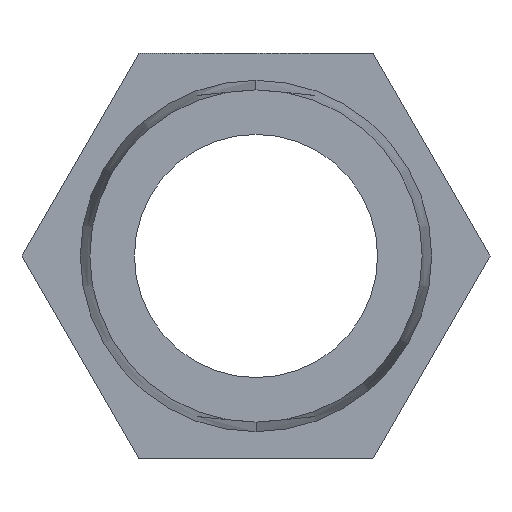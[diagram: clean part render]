
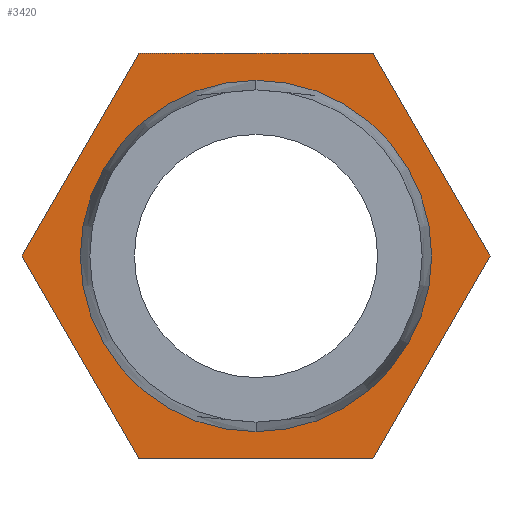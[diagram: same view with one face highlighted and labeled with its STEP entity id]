
A CAD part, left-side view. The second image highlights one B-rep face of the part: STEP entity #3420.
In plain terms, the highlighted planar face has unit normal (-1, 0, 0).
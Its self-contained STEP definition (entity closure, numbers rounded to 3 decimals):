
#15 = LINE ( 'NONE', #1707, #4190 ) ;
#142 = EDGE_LOOP ( 'NONE', ( #1246, #1173, #170, #752, #4397, #5158 ) ) ;
#170 = ORIENTED_EDGE ( 'NONE', *, *, #187, .F. ) ;
#186 = DIRECTION ( 'NONE',  ( 0., 1., 0. ) ) ;
#187 = EDGE_CURVE ( 'NONE', #4388, #753, #3551, .T. ) ;
#204 = VECTOR ( 'NONE', #3463, 1000. ) ;
#301 = PLANE ( 'NONE',  #5063 ) ;
#348 = VERTEX_POINT ( 'NONE', #5187 ) ;
#433 = DIRECTION ( 'NONE',  ( -1., 0., 0. ) ) ;
#496 = VERTEX_POINT ( 'NONE', #4325 ) ;
#517 = EDGE_LOOP ( 'NONE', ( #4714, #2741 ) ) ;
#544 = VERTEX_POINT ( 'NONE', #3671 ) ;
#752 = ORIENTED_EDGE ( 'NONE', *, *, #3153, .F. ) ;
#753 = VERTEX_POINT ( 'NONE', #3379 ) ;
#757 = VECTOR ( 'NONE', #3297, 1000. ) ;
#801 = CARTESIAN_POINT ( 'NONE',  ( 10., 0., 0. ) ) ;
#830 = AXIS2_PLACEMENT_3D ( 'NONE', #2993, #2299, #1945 ) ;
#1052 = CARTESIAN_POINT ( 'NONE',  ( 10., 0., 0. ) ) ;
#1173 = ORIENTED_EDGE ( 'NONE', *, *, #4046, .F. ) ;
#1246 = ORIENTED_EDGE ( 'NONE', *, *, #2838, .F. ) ;
#1273 = EDGE_CURVE ( 'NONE', #544, #4923, #2560, .T. ) ;
#1431 = EDGE_CURVE ( 'NONE', #496, #2934, #4799, .T. ) ;
#1576 = LINE ( 'NONE', #4003, #5427 ) ;
#1707 = CARTESIAN_POINT ( 'NONE',  ( 10., 4.33, -7.5 ) ) ;
#1716 = LINE ( 'NONE', #4134, #757 ) ;
#1911 = FACE_OUTER_BOUND ( 'NONE', #142, .T. ) ;
#1929 = LINE ( 'NONE', #4791, #3751 ) ;
#1945 = DIRECTION ( 'NONE',  ( 0., 0., 1. ) ) ;
#2124 = DIRECTION ( 'NONE',  ( 0., 0., 1. ) ) ;
#2299 = DIRECTION ( 'NONE',  ( -1., 0., 0. ) ) ;
#2352 = CARTESIAN_POINT ( 'NONE',  ( 10., 4.33, 7.5 ) ) ;
#2492 = DIRECTION ( 'NONE',  ( 0., 0.5, 0.866 ) ) ;
#2560 = LINE ( 'NONE', #2870, #2942 ) ;
#2741 = ORIENTED_EDGE ( 'NONE', *, *, #3493, .F. ) ;
#2838 = EDGE_CURVE ( 'NONE', #348, #4800, #1576, .T. ) ;
#2870 = CARTESIAN_POINT ( 'NONE',  ( 10., 8.66, 0. ) ) ;
#2934 = VERTEX_POINT ( 'NONE', #3198 ) ;
#2942 = VECTOR ( 'NONE', #5460, 1000. ) ;
#2993 = CARTESIAN_POINT ( 'NONE',  ( 10., 0., 0. ) ) ;
#3153 = EDGE_CURVE ( 'NONE', #4923, #4388, #1929, .T. ) ;
#3198 = CARTESIAN_POINT ( 'NONE',  ( 10., 0., -6.5 ) ) ;
#3297 = DIRECTION ( 'NONE',  ( 0., 0.5, -0.866 ) ) ;
#3316 = CARTESIAN_POINT ( 'NONE',  ( 10., -4.33, 7.5 ) ) ;
#3379 = CARTESIAN_POINT ( 'NONE',  ( 10., -8.66, 0. ) ) ;
#3420 = ADVANCED_FACE ( 'NONE', ( #4884, #1911 ), #301, .F. ) ;
#3463 = DIRECTION ( 'NONE',  ( 0., -0.5, -0.866 ) ) ;
#3473 = CIRCLE ( 'NONE', #4804, 6.5 ) ;
#3493 = EDGE_CURVE ( 'NONE', #2934, #496, #3473, .T. ) ;
#3527 = EDGE_CURVE ( 'NONE', #4800, #544, #15, .T. ) ;
#3551 = LINE ( 'NONE', #4323, #204 ) ;
#3591 = DIRECTION ( 'NONE',  ( 0., 0., -1. ) ) ;
#3671 = CARTESIAN_POINT ( 'NONE',  ( 10., 8.66, 0. ) ) ;
#3751 = VECTOR ( 'NONE', #5264, 1000. ) ;
#3835 = CARTESIAN_POINT ( 'NONE',  ( 10., 4.33, -7.5 ) ) ;
#4003 = CARTESIAN_POINT ( 'NONE',  ( 10., -4.33, -7.5 ) ) ;
#4046 = EDGE_CURVE ( 'NONE', #753, #348, #1716, .T. ) ;
#4134 = CARTESIAN_POINT ( 'NONE',  ( 10., -8.66, 0. ) ) ;
#4190 = VECTOR ( 'NONE', #2492, 1000. ) ;
#4323 = CARTESIAN_POINT ( 'NONE',  ( 10., -4.33, 7.5 ) ) ;
#4325 = CARTESIAN_POINT ( 'NONE',  ( 10., 0., 6.5 ) ) ;
#4388 = VERTEX_POINT ( 'NONE', #3316 ) ;
#4397 = ORIENTED_EDGE ( 'NONE', *, *, #1273, .F. ) ;
#4714 = ORIENTED_EDGE ( 'NONE', *, *, #1431, .F. ) ;
#4791 = CARTESIAN_POINT ( 'NONE',  ( 10., 4.33, 7.5 ) ) ;
#4799 = CIRCLE ( 'NONE', #830, 6.5 ) ;
#4800 = VERTEX_POINT ( 'NONE', #3835 ) ;
#4804 = AXIS2_PLACEMENT_3D ( 'NONE', #801, #433, #2124 ) ;
#4884 = FACE_BOUND ( 'NONE', #517, .T. ) ;
#4914 = DIRECTION ( 'NONE',  ( 1., 0., 0. ) ) ;
#4923 = VERTEX_POINT ( 'NONE', #2352 ) ;
#5063 = AXIS2_PLACEMENT_3D ( 'NONE', #1052, #4914, #3591 ) ;
#5158 = ORIENTED_EDGE ( 'NONE', *, *, #3527, .F. ) ;
#5187 = CARTESIAN_POINT ( 'NONE',  ( 10., -4.33, -7.5 ) ) ;
#5264 = DIRECTION ( 'NONE',  ( 0., -1., 0. ) ) ;
#5427 = VECTOR ( 'NONE', #186, 1000. ) ;
#5460 = DIRECTION ( 'NONE',  ( 0., -0.5, 0.866 ) ) ;
